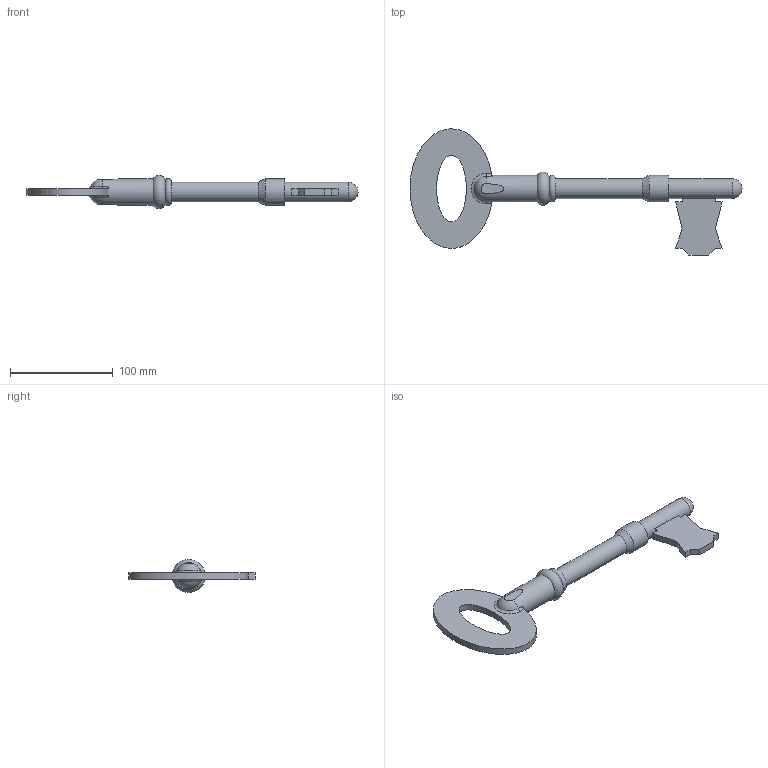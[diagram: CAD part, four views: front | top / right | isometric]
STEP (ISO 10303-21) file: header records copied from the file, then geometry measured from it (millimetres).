
FILE_DESCRIPTION((''),'2;1');
FILE_NAME('KEY_FINAL','2001-02-08T14:57:11-05:00',(''),(''),'ST-DEVELOPER 1.6','MicroStation/J Version 07.09.01.07','');
FILE_SCHEMA (('AUTOMOTIVE_DESIGN'));
Length unit declared in the file: inch
Products named in the file (1): KEY_FINAL1
Bounding box: 322.56 x 122.51 x 32.23 mm (x, y, z)
Surface area: 37168 mm2 (no closed solid volume)
Topology: 0 solids, 1 shells, 38 faces, 96 edges, 61 vertices
Faces by surface type: plane 18, cylinder 8, torus 4, extrusion 4, sphere 3, cone 1
Full cylindrical faces by diameter (mm): 19.355 x2, 25.806 x2
Entity records: 1216 total; most frequent: CARTESIAN_POINT 322, DIRECTION 176, ORIENTED_EDGE 168, EDGE_CURVE 84, AXIS2_PLACEMENT_3D 62, VERTEX_POINT 58, VECTOR 52, FACE_BOUND 50
